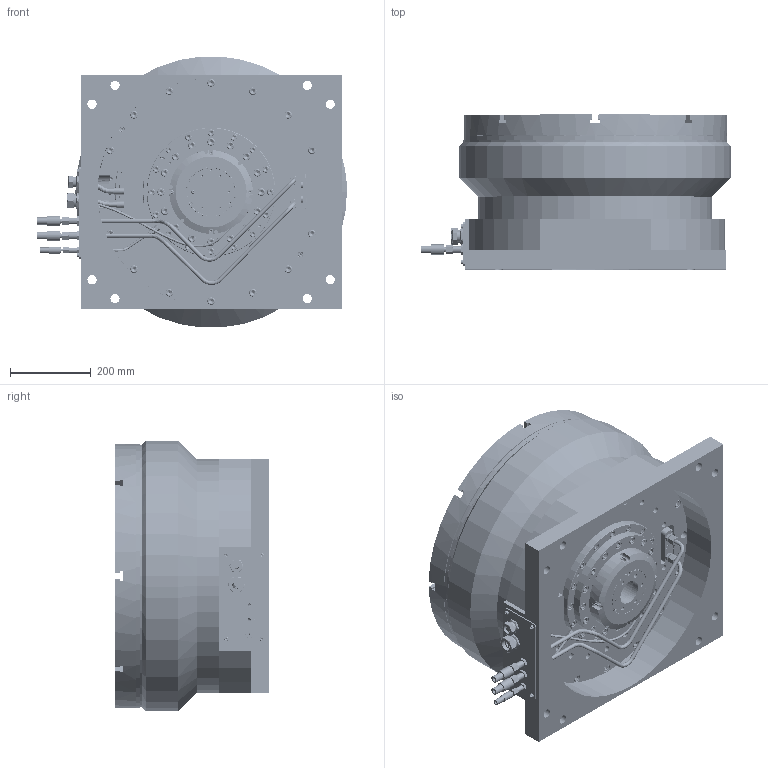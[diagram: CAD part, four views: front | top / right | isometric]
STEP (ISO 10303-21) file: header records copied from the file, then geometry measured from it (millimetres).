
FILE_DESCRIPTION(('FreeCAD Model'),'2;1');
FILE_NAME('Open CASCADE Shape Model','2025-04-17T14:34:43',('FreeCAD'),( 'FreeCAD'),'Open CASCADE STEP processor 7.6','FreeCAD','Unknown');
FILE_SCHEMA(('AUTOMOTIVE_DESIGN { 1 0 10303 214 1 1 1 1 }'));
Products named in the file (1): Open CASCADE STEP translator 7.6 1
Bounding box: 768.57 x 383.51 x 672.05 mm (x, y, z)
Volume: 84500121.7 mm3; surface area: 7779288.1 mm2
Topology: 186 solids, 191 shells, 8207 faces, 18733 edges, 11168 vertices
Faces by surface type: bspline 8207
Entity records: 253348 total; most frequent: CARTESIAN_POINT 148195, ORIENTED_EDGE 36246, EDGE_CURVE 18123, VERTEX_POINT 11138, FACE_BOUND 10003, EDGE_LOOP 10003, B_SPLINE_CURVE_WITH_KNOTS 8633, ADVANCED_FACE 8207
